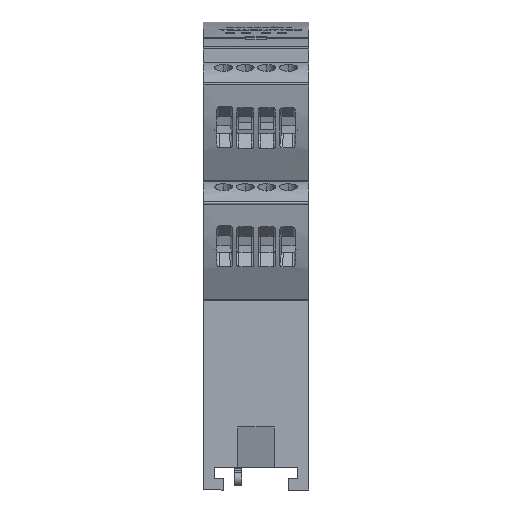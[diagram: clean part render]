
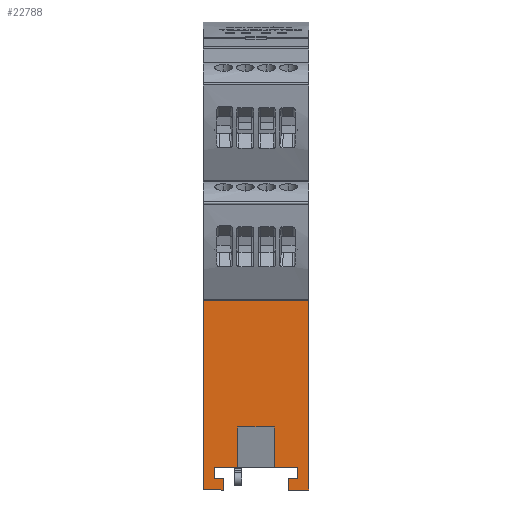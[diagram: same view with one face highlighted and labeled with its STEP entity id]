
A CAD part, front view. The second image highlights one B-rep face of the part: STEP entity #22788.
In plain terms, the highlighted planar face has unit normal (0, -1, 0).
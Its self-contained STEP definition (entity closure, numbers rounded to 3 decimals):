
#1245 = VECTOR ( 'NONE', #46547, 1000. ) ;
#1674 = ORIENTED_EDGE ( 'NONE', *, *, #29621, .F. ) ;
#1764 = LINE ( 'NONE', #7690, #46872 ) ;
#2025 = EDGE_CURVE ( 'NONE', #55498, #15383, #19267, .T. ) ;
#2766 = EDGE_CURVE ( 'NONE', #56604, #33630, #51363, .T. ) ;
#3565 = ORIENTED_EDGE ( 'NONE', *, *, #21243, .T. ) ;
#5478 = CARTESIAN_POINT ( 'NONE',  ( 11.75, -45., -98. ) ) ;
#5542 = EDGE_CURVE ( 'NONE', #48761, #45405, #48998, .T. ) ;
#5597 = EDGE_LOOP ( 'NONE', ( #19465, #3565, #22706, #37907, #35937, #8199, #37991, #7576, #1674, #27864, #35612, #27188, #14447, #23031, #20457, #20451 ) ) ;
#5884 = CARTESIAN_POINT ( 'NONE',  ( -4., -45., -84. ) ) ;
#6172 = VECTOR ( 'NONE', #43774, 1000. ) ;
#7147 = EDGE_CURVE ( 'NONE', #13648, #7836, #22960, .T. ) ;
#7576 = ORIENTED_EDGE ( 'NONE', *, *, #39850, .T. ) ;
#7690 = CARTESIAN_POINT ( 'NONE',  ( -7.25, -45., -98. ) ) ;
#7836 = VERTEX_POINT ( 'NONE', #54882 ) ;
#8199 = ORIENTED_EDGE ( 'NONE', *, *, #25295, .T. ) ;
#8389 = VECTOR ( 'NONE', #46856, 1000. ) ;
#8911 = VECTOR ( 'NONE', #42729, 1000. ) ;
#8918 = FACE_OUTER_BOUND ( 'NONE', #5597, .T. ) ;
#10905 = LINE ( 'NONE', #43398, #6172 ) ;
#11362 = VERTEX_POINT ( 'NONE', #15956 ) ;
#11838 = LINE ( 'NONE', #20486, #8389 ) ;
#12357 = CARTESIAN_POINT ( 'NONE',  ( -9.25, -45., -93. ) ) ;
#12578 = CARTESIAN_POINT ( 'NONE',  ( -11.75, -45., -56. ) ) ;
#12737 = CARTESIAN_POINT ( 'NONE',  ( -7.25, -45., -95.5 ) ) ;
#12790 = VERTEX_POINT ( 'NONE', #5884 ) ;
#13603 = CARTESIAN_POINT ( 'NONE',  ( -4., -45., -93. ) ) ;
#13648 = VERTEX_POINT ( 'NONE', #47781 ) ;
#14447 = ORIENTED_EDGE ( 'NONE', *, *, #40384, .T. ) ;
#14492 = VERTEX_POINT ( 'NONE', #12578 ) ;
#15383 = VERTEX_POINT ( 'NONE', #13603 ) ;
#15470 = CARTESIAN_POINT ( 'NONE',  ( 11.75, -45., -56. ) ) ;
#15675 = DIRECTION ( 'NONE',  ( 0., 0., 1. ) ) ;
#15956 = CARTESIAN_POINT ( 'NONE',  ( -7.25, -45., -95.5 ) ) ;
#16531 = EDGE_CURVE ( 'NONE', #11362, #45031, #20068, .T. ) ;
#16895 = VECTOR ( 'NONE', #15675, 1000. ) ;
#17231 = VECTOR ( 'NONE', #49912, 1000. ) ;
#18681 = CARTESIAN_POINT ( 'NONE',  ( -9.25, -45., -93. ) ) ;
#18917 = DIRECTION ( 'NONE',  ( 0., 0., 1. ) ) ;
#19267 = LINE ( 'NONE', #40722, #17231 ) ;
#19465 = ORIENTED_EDGE ( 'NONE', *, *, #2766, .F. ) ;
#20031 = VERTEX_POINT ( 'NONE', #36885 ) ;
#20068 = LINE ( 'NONE', #47325, #28984 ) ;
#20451 = ORIENTED_EDGE ( 'NONE', *, *, #20702, .F. ) ;
#20457 = ORIENTED_EDGE ( 'NONE', *, *, #41089, .T. ) ;
#20486 = CARTESIAN_POINT ( 'NONE',  ( 9.25, -45., -93. ) ) ;
#20702 = EDGE_CURVE ( 'NONE', #33630, #12790, #29483, .T. ) ;
#20782 = DIRECTION ( 'NONE',  ( 0., 0., 1. ) ) ;
#20921 = CARTESIAN_POINT ( 'NONE',  ( 9.25, -45., -95.5 ) ) ;
#21243 = EDGE_CURVE ( 'NONE', #56604, #52403, #11838, .T. ) ;
#21738 = LINE ( 'NONE', #20921, #1245 ) ;
#22638 = DIRECTION ( 'NONE',  ( 1., 0., 0. ) ) ;
#22706 = ORIENTED_EDGE ( 'NONE', *, *, #34337, .T. ) ;
#22788 = ADVANCED_FACE ( 'NONE', ( #8918 ), #45114, .F. ) ;
#22960 = LINE ( 'NONE', #56483, #53729 ) ;
#23031 = ORIENTED_EDGE ( 'NONE', *, *, #2025, .T. ) ;
#23138 = VECTOR ( 'NONE', #29300, 1000. ) ;
#23466 = CARTESIAN_POINT ( 'NONE',  ( 9.25, -45., -93. ) ) ;
#23530 = CARTESIAN_POINT ( 'NONE',  ( 4., -45., -93. ) ) ;
#25295 = EDGE_CURVE ( 'NONE', #7836, #48761, #37950, .T. ) ;
#27038 = DIRECTION ( 'NONE',  ( -1., 0., 0. ) ) ;
#27188 = ORIENTED_EDGE ( 'NONE', *, *, #16531, .T. ) ;
#27227 = CARTESIAN_POINT ( 'NONE',  ( 7.25, -45., -95.5 ) ) ;
#27864 = ORIENTED_EDGE ( 'NONE', *, *, #35853, .T. ) ;
#28575 = CARTESIAN_POINT ( 'NONE',  ( 4., -45., -93. ) ) ;
#28984 = VECTOR ( 'NONE', #33969, 1000. ) ;
#29300 = DIRECTION ( 'NONE',  ( 0., 0., 1. ) ) ;
#29483 = LINE ( 'NONE', #50747, #37634 ) ;
#29621 = EDGE_CURVE ( 'NONE', #34803, #14492, #39448, .T. ) ;
#30314 = DIRECTION ( 'NONE',  ( 0., 0., 1. ) ) ;
#30539 = CARTESIAN_POINT ( 'NONE',  ( -11.75, -45., -98. ) ) ;
#31787 = VECTOR ( 'NONE', #22638, 1000. ) ;
#31888 = CARTESIAN_POINT ( 'NONE',  ( -9.25, -45., -95.5 ) ) ;
#32310 = CARTESIAN_POINT ( 'NONE',  ( -11.75, -45., -56. ) ) ;
#33086 = CARTESIAN_POINT ( 'NONE',  ( 4., -45., -84. ) ) ;
#33630 = VERTEX_POINT ( 'NONE', #33086 ) ;
#33969 = DIRECTION ( 'NONE',  ( -1., 0., 0. ) ) ;
#34337 = EDGE_CURVE ( 'NONE', #52403, #43639, #21738, .T. ) ;
#34803 = VERTEX_POINT ( 'NONE', #30539 ) ;
#35512 = LINE ( 'NONE', #12737, #52542 ) ;
#35612 = ORIENTED_EDGE ( 'NONE', *, *, #48548, .T. ) ;
#35853 = EDGE_CURVE ( 'NONE', #34803, #20031, #1764, .T. ) ;
#35937 = ORIENTED_EDGE ( 'NONE', *, *, #7147, .T. ) ;
#36130 = CARTESIAN_POINT ( 'NONE',  ( 0., -45., 0. ) ) ;
#36885 = CARTESIAN_POINT ( 'NONE',  ( -7.25, -45., -98. ) ) ;
#37407 = EDGE_CURVE ( 'NONE', #43639, #13648, #54291, .T. ) ;
#37634 = VECTOR ( 'NONE', #42906, 1000. ) ;
#37907 = ORIENTED_EDGE ( 'NONE', *, *, #37407, .T. ) ;
#37950 = LINE ( 'NONE', #5478, #31787 ) ;
#37991 = ORIENTED_EDGE ( 'NONE', *, *, #5542, .T. ) ;
#39146 = CARTESIAN_POINT ( 'NONE',  ( 11.75, -45., -98. ) ) ;
#39448 = LINE ( 'NONE', #32310, #16895 ) ;
#39850 = EDGE_CURVE ( 'NONE', #45405, #14492, #10905, .T. ) ;
#40384 = EDGE_CURVE ( 'NONE', #45031, #55498, #53312, .T. ) ;
#40722 = CARTESIAN_POINT ( 'NONE',  ( 9.25, -45., -93. ) ) ;
#41089 = EDGE_CURVE ( 'NONE', #15383, #12790, #50510, .T. ) ;
#42455 = CARTESIAN_POINT ( 'NONE',  ( -4., -45., -93. ) ) ;
#42670 = VECTOR ( 'NONE', #27038, 1000. ) ;
#42729 = DIRECTION ( 'NONE',  ( 0., 0., 1. ) ) ;
#42877 = VECTOR ( 'NONE', #20782, 1000. ) ;
#42906 = DIRECTION ( 'NONE',  ( -1., 0., 0. ) ) ;
#43148 = DIRECTION ( 'NONE',  ( 0., 0., -1. ) ) ;
#43398 = CARTESIAN_POINT ( 'NONE',  ( -11.45, -45., -56. ) ) ;
#43639 = VERTEX_POINT ( 'NONE', #56172 ) ;
#43774 = DIRECTION ( 'NONE',  ( -1., 0., 0. ) ) ;
#44505 = VECTOR ( 'NONE', #46321, 1000. ) ;
#45031 = VERTEX_POINT ( 'NONE', #31888 ) ;
#45114 = PLANE ( 'NONE',  #47716 ) ;
#45405 = VERTEX_POINT ( 'NONE', #56278 ) ;
#46321 = DIRECTION ( 'NONE',  ( 0., 0., 1. ) ) ;
#46547 = DIRECTION ( 'NONE',  ( 0., 0., -1. ) ) ;
#46856 = DIRECTION ( 'NONE',  ( 1., 0., 0. ) ) ;
#46872 = VECTOR ( 'NONE', #56176, 1000. ) ;
#47325 = CARTESIAN_POINT ( 'NONE',  ( -9.25, -45., -95.5 ) ) ;
#47716 = AXIS2_PLACEMENT_3D ( 'NONE', #36130, #49511, #18917 ) ;
#47781 = CARTESIAN_POINT ( 'NONE',  ( 7.25, -45., -95.5 ) ) ;
#48548 = EDGE_CURVE ( 'NONE', #20031, #11362, #35512, .T. ) ;
#48761 = VERTEX_POINT ( 'NONE', #39146 ) ;
#48998 = LINE ( 'NONE', #15470, #42877 ) ;
#49511 = DIRECTION ( 'NONE',  ( 0., 1., 0. ) ) ;
#49912 = DIRECTION ( 'NONE',  ( 1., 0., 0. ) ) ;
#50510 = LINE ( 'NONE', #42455, #23138 ) ;
#50747 = CARTESIAN_POINT ( 'NONE',  ( 4., -45., -84. ) ) ;
#51363 = LINE ( 'NONE', #28575, #44505 ) ;
#52403 = VERTEX_POINT ( 'NONE', #23466 ) ;
#52542 = VECTOR ( 'NONE', #30314, 1000. ) ;
#53312 = LINE ( 'NONE', #12357, #8911 ) ;
#53729 = VECTOR ( 'NONE', #43148, 1000. ) ;
#54291 = LINE ( 'NONE', #27227, #42670 ) ;
#54882 = CARTESIAN_POINT ( 'NONE',  ( 7.25, -45., -98. ) ) ;
#55498 = VERTEX_POINT ( 'NONE', #18681 ) ;
#56172 = CARTESIAN_POINT ( 'NONE',  ( 9.25, -45., -95.5 ) ) ;
#56176 = DIRECTION ( 'NONE',  ( 1., 0., 0. ) ) ;
#56278 = CARTESIAN_POINT ( 'NONE',  ( 11.75, -45., -56. ) ) ;
#56483 = CARTESIAN_POINT ( 'NONE',  ( 7.25, -45., -98. ) ) ;
#56604 = VERTEX_POINT ( 'NONE', #23530 ) ;
